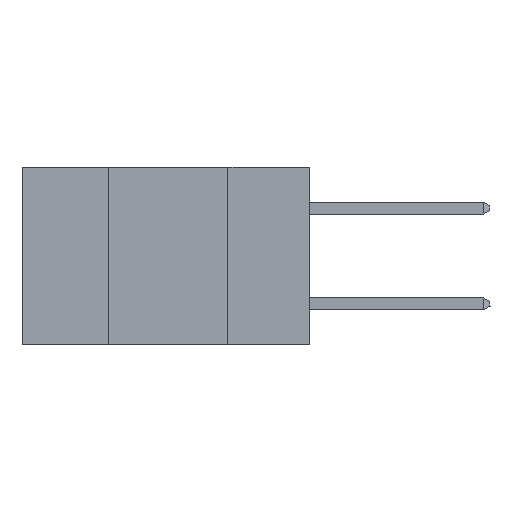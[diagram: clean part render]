
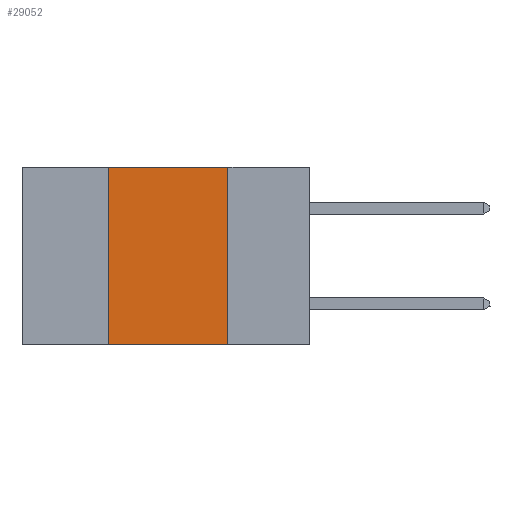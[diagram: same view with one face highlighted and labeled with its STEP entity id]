
A CAD part, left-side view. The second image highlights one B-rep face of the part: STEP entity #29052.
In plain terms, the highlighted planar face has unit normal (-1, 0, 0).
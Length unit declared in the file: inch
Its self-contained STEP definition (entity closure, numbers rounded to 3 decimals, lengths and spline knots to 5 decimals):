
#184 = ORIENTED_EDGE ( 'NONE', *, *, #11769, .T. ) ;
#220 = ORIENTED_EDGE ( 'NONE', *, *, #18763, .F. ) ;
#240 = DIRECTION ( 'NONE',  ( 0., 0., 1. ) ) ;
#401 = VERTEX_POINT ( 'NONE', #14261 ) ;
#3606 = VECTOR ( 'NONE', #15671, 39.37008 ) ;
#3848 = CARTESIAN_POINT ( 'NONE',  ( 0., 0.42, 0. ) ) ;
#4117 = LINE ( 'NONE', #17338, #12539 ) ;
#6825 = DIRECTION ( 'NONE',  ( 0., 0., -1. ) ) ;
#7684 = CARTESIAN_POINT ( 'NONE',  ( 0., 0.6, 0. ) ) ;
#10923 = VERTEX_POINT ( 'NONE', #3848 ) ;
#11093 = CARTESIAN_POINT ( 'NONE',  ( 0., 0.42, 0. ) ) ;
#11769 = EDGE_CURVE ( 'NONE', #401, #13491, #4117, .T. ) ;
#12018 = EDGE_LOOP ( 'NONE', ( #29707, #33497, #220, #184 ) ) ;
#12539 = VECTOR ( 'NONE', #18153, 39.37008 ) ;
#12746 = DIRECTION ( 'NONE',  ( 0., -1., 0. ) ) ;
#13491 = VERTEX_POINT ( 'NONE', #18366 ) ;
#13659 = AXIS2_PLACEMENT_3D ( 'NONE', #25620, #34183, #6825 ) ;
#14261 = CARTESIAN_POINT ( 'NONE',  ( 0., 0.42, -0.37 ) ) ;
#15671 = DIRECTION ( 'NONE',  ( 0., 0., -1. ) ) ;
#16800 = LINE ( 'NONE', #7684, #21461 ) ;
#17250 = EDGE_CURVE ( 'NONE', #27655, #13491, #17951, .T. ) ;
#17338 = CARTESIAN_POINT ( 'NONE',  ( 0., 0.6, -0.37 ) ) ;
#17951 = LINE ( 'NONE', #26215, #3606 ) ;
#18153 = DIRECTION ( 'NONE',  ( 0., -1., 0. ) ) ;
#18366 = CARTESIAN_POINT ( 'NONE',  ( 0., 0.17, -0.37 ) ) ;
#18763 = EDGE_CURVE ( 'NONE', #401, #10923, #21660, .T. ) ;
#20215 = PLANE ( 'NONE',  #13659 ) ;
#20740 = CARTESIAN_POINT ( 'NONE',  ( 0., 0.17, 0. ) ) ;
#21461 = VECTOR ( 'NONE', #12746, 39.37008 ) ;
#21660 = LINE ( 'NONE', #11093, #33563 ) ;
#21874 = EDGE_CURVE ( 'NONE', #10923, #27655, #16800, .T. ) ;
#25620 = CARTESIAN_POINT ( 'NONE',  ( 0., 0.6, 0. ) ) ;
#26215 = CARTESIAN_POINT ( 'NONE',  ( 0., 0.17, 0. ) ) ;
#27655 = VERTEX_POINT ( 'NONE', #20740 ) ;
#29052 = ADVANCED_FACE ( 'NONE', ( #29480 ), #20215, .F. ) ;
#29480 = FACE_OUTER_BOUND ( 'NONE', #12018, .T. ) ;
#29707 = ORIENTED_EDGE ( 'NONE', *, *, #17250, .F. ) ;
#33497 = ORIENTED_EDGE ( 'NONE', *, *, #21874, .F. ) ;
#33563 = VECTOR ( 'NONE', #240, 39.37008 ) ;
#34183 = DIRECTION ( 'NONE',  ( 1., 0., 0. ) ) ;
